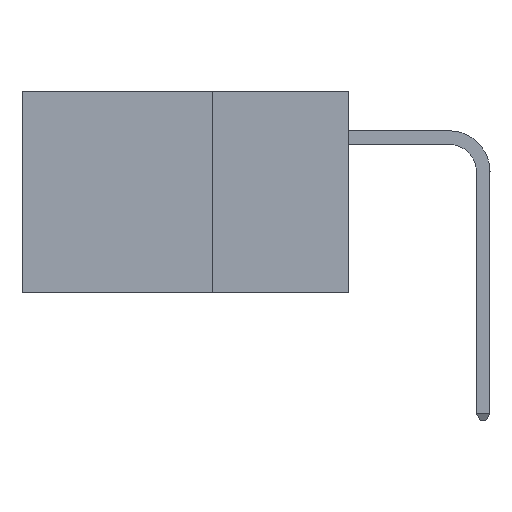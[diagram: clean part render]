
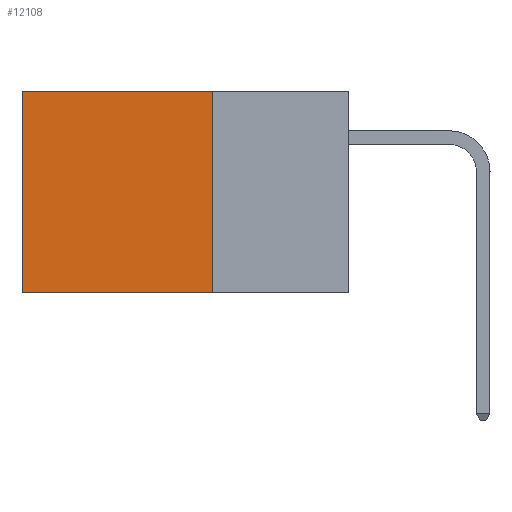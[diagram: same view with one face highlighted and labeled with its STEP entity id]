
A CAD part, left-side view. The second image highlights one B-rep face of the part: STEP entity #12108.
In plain terms, the highlighted planar face has unit normal (-1, 0, 0).
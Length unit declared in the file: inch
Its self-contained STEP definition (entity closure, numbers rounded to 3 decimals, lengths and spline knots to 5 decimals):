
#4419 = CARTESIAN_POINT ( 'NONE',  ( 0.2875, 0.6, 0. ) ) ;
#4438 = CARTESIAN_POINT ( 'NONE',  ( 0.2875, 0.25, 0. ) ) ;
#5115 = EDGE_CURVE ( 'NONE', #29851, #42579, #14838, .T. ) ;
#5335 = DIRECTION ( 'NONE',  ( 0., 1., 0. ) ) ;
#10410 = CARTESIAN_POINT ( 'NONE',  ( 0.2875, 0.25, 0. ) ) ;
#11763 = DIRECTION ( 'NONE',  ( 0., 0., -1. ) ) ;
#12108 = ADVANCED_FACE ( 'NONE', ( #39839 ), #41910, .F. ) ;
#12206 = DIRECTION ( 'NONE',  ( 0., 0., -1. ) ) ;
#14670 = DIRECTION ( 'NONE',  ( 0., 0., -1. ) ) ;
#14838 = LINE ( 'NONE', #4419, #32061 ) ;
#16631 = ORIENTED_EDGE ( 'NONE', *, *, #22703, .F. ) ;
#16904 = EDGE_CURVE ( 'NONE', #35003, #29851, #25490, .T. ) ;
#17533 = VECTOR ( 'NONE', #5335, 39.37008 ) ;
#18291 = VERTEX_POINT ( 'NONE', #39844 ) ;
#19239 = VECTOR ( 'NONE', #12206, 39.37008 ) ;
#19301 = ORIENTED_EDGE ( 'NONE', *, *, #16904, .T. ) ;
#20493 = ORIENTED_EDGE ( 'NONE', *, *, #5115, .T. ) ;
#22703 = EDGE_CURVE ( 'NONE', #18291, #42579, #40668, .T. ) ;
#25490 = LINE ( 'NONE', #28096, #42194 ) ;
#26371 = CARTESIAN_POINT ( 'NONE',  ( 0.2875, 0.25, -0.37 ) ) ;
#28096 = CARTESIAN_POINT ( 'NONE',  ( 0.2875, 0.25, 0. ) ) ;
#28394 = LINE ( 'NONE', #36605, #19239 ) ;
#28630 = DIRECTION ( 'NONE',  ( 1., 0., 0. ) ) ;
#28754 = CARTESIAN_POINT ( 'NONE',  ( 0.2875, 0.6, -0.37 ) ) ;
#29468 = CARTESIAN_POINT ( 'NONE',  ( 0.2875, 0.6, 0. ) ) ;
#29851 = VERTEX_POINT ( 'NONE', #29468 ) ;
#29896 = AXIS2_PLACEMENT_3D ( 'NONE', #4438, #28630, #14670 ) ;
#30830 = EDGE_LOOP ( 'NONE', ( #20493, #16631, #36963, #19301 ) ) ;
#32061 = VECTOR ( 'NONE', #11763, 39.37008 ) ;
#35003 = VERTEX_POINT ( 'NONE', #10410 ) ;
#36540 = EDGE_CURVE ( 'NONE', #35003, #18291, #28394, .T. ) ;
#36605 = CARTESIAN_POINT ( 'NONE',  ( 0.2875, 0.25, 0. ) ) ;
#36963 = ORIENTED_EDGE ( 'NONE', *, *, #36540, .F. ) ;
#38973 = DIRECTION ( 'NONE',  ( 0., 1., 0. ) ) ;
#39839 = FACE_OUTER_BOUND ( 'NONE', #30830, .T. ) ;
#39844 = CARTESIAN_POINT ( 'NONE',  ( 0.2875, 0.25, -0.37 ) ) ;
#40668 = LINE ( 'NONE', #26371, #17533 ) ;
#41910 = PLANE ( 'NONE',  #29896 ) ;
#42194 = VECTOR ( 'NONE', #38973, 39.37008 ) ;
#42579 = VERTEX_POINT ( 'NONE', #28754 ) ;
